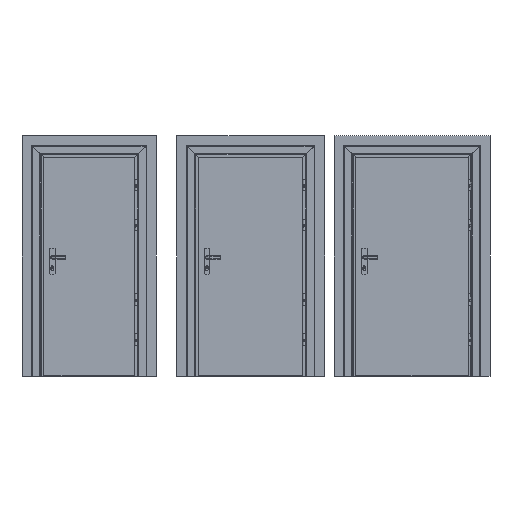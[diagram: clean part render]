
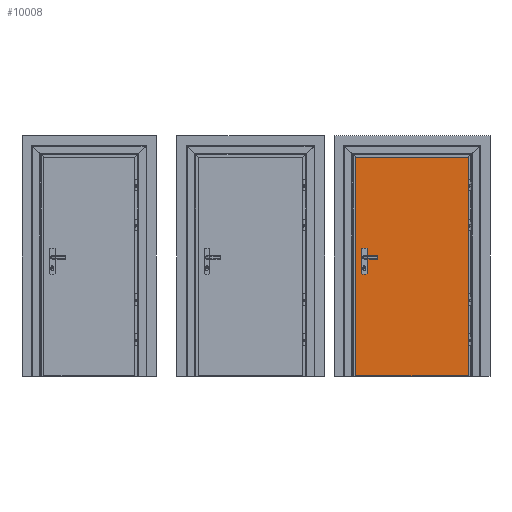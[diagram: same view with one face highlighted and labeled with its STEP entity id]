
A CAD part, front view. The second image highlights one B-rep face of the part: STEP entity #10008.
In plain terms, the highlighted planar face has unit normal (0, -1, 0).
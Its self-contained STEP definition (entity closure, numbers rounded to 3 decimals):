
#3858=FACE_BOUND('',#19480,.T.);
#3859=FACE_BOUND('',#19481,.T.);
#5514=CIRCLE('',#64809,98.321);
#5515=CIRCLE('',#64812,98.321);
#10008=ADVANCED_FACE('',(#3858,#3859),#12675,.T.);
#12675=PLANE('',#64914);
#19480=EDGE_LOOP('',(#32786,#32787,#32788,#32789));
#19481=EDGE_LOOP('',(#32790,#32791,#32792,#32793));
#32786=ORIENTED_EDGE('',*,*,#48263,.F.);
#32787=ORIENTED_EDGE('',*,*,#48266,.F.);
#32788=ORIENTED_EDGE('',*,*,#48268,.F.);
#32789=ORIENTED_EDGE('',*,*,#48269,.F.);
#32790=ORIENTED_EDGE('',*,*,#48400,.F.);
#32791=ORIENTED_EDGE('',*,*,#48382,.F.);
#32792=ORIENTED_EDGE('',*,*,#48404,.T.);
#32793=ORIENTED_EDGE('',*,*,#48407,.F.);
#40889=VERTEX_POINT('',#103911);
#40890=VERTEX_POINT('',#103913);
#40891=VERTEX_POINT('',#103917);
#40892=VERTEX_POINT('',#103921);
#40967=VERTEX_POINT('',#104539);
#40968=VERTEX_POINT('',#104541);
#40978=VERTEX_POINT('',#104574);
#40981=VERTEX_POINT('',#104584);
#48263=EDGE_CURVE('',#40889,#40890,#54523,.T.);
#48266=EDGE_CURVE('',#40891,#40889,#5514,.T.);
#48268=EDGE_CURVE('',#40892,#40891,#54527,.T.);
#48269=EDGE_CURVE('',#40890,#40892,#5515,.T.);
#48382=EDGE_CURVE('',#40967,#40968,#54580,.T.);
#48400=EDGE_CURVE('',#40968,#40978,#54598,.T.);
#48404=EDGE_CURVE('',#40967,#40981,#54602,.T.);
#48407=EDGE_CURVE('',#40978,#40981,#54605,.T.);
#54523=LINE('',#103912,#60004);
#54527=LINE('',#103922,#60008);
#54580=LINE('',#104540,#60061);
#54598=LINE('',#104575,#60079);
#54602=LINE('',#104583,#60083);
#54605=LINE('',#104589,#60086);
#60004=VECTOR('',#77108,1.);
#60008=VECTOR('',#77118,1.);
#60061=VECTOR('',#77359,1.);
#60079=VECTOR('',#77389,1.);
#60083=VECTOR('',#77397,1.);
#60086=VECTOR('',#77402,1.);
#64809=AXIS2_PLACEMENT_3D('',#103918,#77113,#77114);
#64812=AXIS2_PLACEMENT_3D('',#103924,#77121,#77122);
#64914=AXIS2_PLACEMENT_3D('',#104590,#77403,#77404);
#77108=DIRECTION('',(0.,0.,1.));
#77113=DIRECTION('',(0.,-1.,0.));
#77114=DIRECTION('',(0.,0.,-1.));
#77118=DIRECTION('',(0.,0.,-1.));
#77121=DIRECTION('',(0.,-1.,0.));
#77122=DIRECTION('',(0.,0.,-1.));
#77359=DIRECTION('',(0.,0.,-1.));
#77389=DIRECTION('',(-1.,0.,0.));
#77397=DIRECTION('',(-1.,0.,0.));
#77402=DIRECTION('',(0.,0.,1.));
#77403=DIRECTION('',(0.,-1.,0.));
#77404=DIRECTION('',(0.,0.,1.));
#103911=CARTESIAN_POINT('',(2582.,-49.,951.5));
#103912=CARTESIAN_POINT('',(2582.,-49.,1186.5));
#103913=CARTESIAN_POINT('',(2582.,-49.,1186.5));
#103917=CARTESIAN_POINT('',(2530.,-49.,951.5));
#103918=CARTESIAN_POINT('',(2556.,-49.,1046.321));
#103921=CARTESIAN_POINT('',(2530.,-49.,1186.5));
#103922=CARTESIAN_POINT('',(2530.,-49.,951.5));
#103924=CARTESIAN_POINT('',(2556.,-49.,1091.679));
#104539=CARTESIAN_POINT('',(3522.,-49.,2030.));
#104540=CARTESIAN_POINT('',(3522.,-49.,-15.));
#104541=CARTESIAN_POINT('',(3522.,-49.,2.));
#104574=CARTESIAN_POINT('',(2478.,-49.,2.));
#104575=CARTESIAN_POINT('',(2553.,-49.,2.));
#104583=CARTESIAN_POINT('',(2553.,-49.,2030.));
#104584=CARTESIAN_POINT('',(2478.,-49.,2030.));
#104589=CARTESIAN_POINT('',(2478.,-49.,-15.));
#104590=CARTESIAN_POINT('',(2579.,-49.,-15.));
